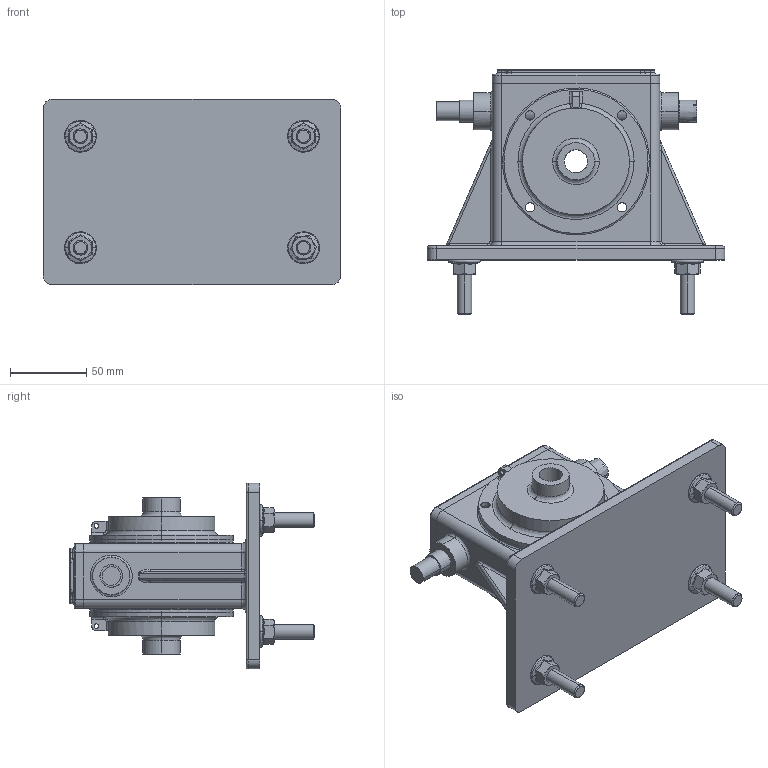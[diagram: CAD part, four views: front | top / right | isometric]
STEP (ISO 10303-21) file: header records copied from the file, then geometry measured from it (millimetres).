
FILE_DESCRIPTION(('FreeCAD Model'),'2;1');
FILE_NAME('Open CASCADE Shape Model','2025-04-27T14:27:05',('FreeCAD'),( 'FreeCAD'),'Open CASCADE STEP processor 7.6','FreeCAD','Unknown');
FILE_SCHEMA(('AUTOMOTIVE_DESIGN { 1 0 10303 214 1 1 1 1 }'));
Length unit declared in the file: millimetre
Products named in the file (1): Open CASCADE STEP translator 7.6 1
Bounding box: 194.98 x 160.68 x 121.86 mm (x, y, z)
Volume: 650250.3 mm3; surface area: 189874.9 mm2
Topology: 14 solids, 14 shells, 679 faces, 1610 edges, 986 vertices
Faces by surface type: bspline 679
Entity records: 23175 total; most frequent: CARTESIAN_POINT 14011, ORIENTED_EDGE 3212, EDGE_CURVE 1606, VERTEX_POINT 986, B_SPLINE_CURVE_WITH_KNOTS 838, FACE_BOUND 784, EDGE_LOOP 784, ADVANCED_FACE 679
